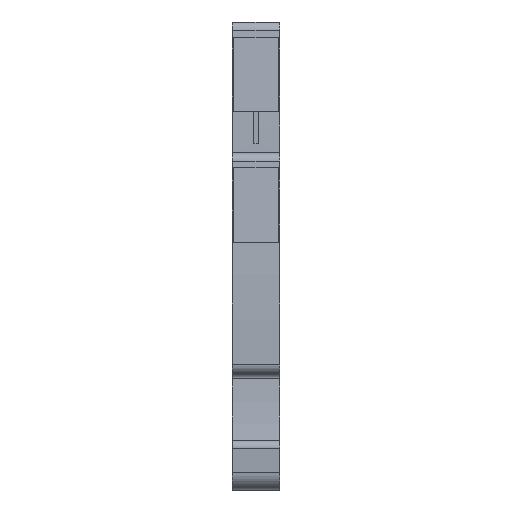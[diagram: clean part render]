
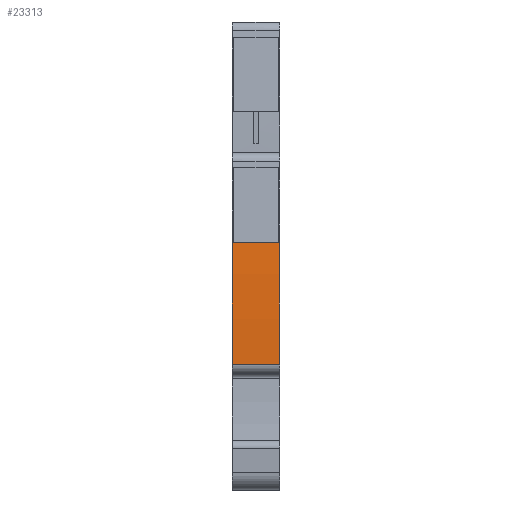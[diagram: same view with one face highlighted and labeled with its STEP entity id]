
A CAD part, front view. The second image highlights one B-rep face of the part: STEP entity #23313.
In plain terms, the highlighted cylindrical face has radius 151.052 mm (diameter 302.104 mm), a partial arc.
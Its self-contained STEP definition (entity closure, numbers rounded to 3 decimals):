
#23286=AXIS2_PLACEMENT_3D('Cylinder Axis2P3D',#23283,#23284,#23285) ;
#23299=AXIS2_PLACEMENT_3D('Circle Axis2P3D',#23297,#23298,$) ;
#23304=AXIS2_PLACEMENT_3D('Circle Axis2P3D',#23302,#23303,$) ;
#23257=CARTESIAN_POINT('Line Origine',(4.413,1.529,13.426)) ;
#23261=CARTESIAN_POINT('Vertex',(5.05,1.529,13.426)) ;
#23263=CARTESIAN_POINT('Vertex',(0.,1.529,13.426)) ;
#23283=CARTESIAN_POINT('Axis2P3D Location',(2.55,152.538,17.05)) ;
#23288=CARTESIAN_POINT('Line Origine',(4.413,1.887,28.054)) ;
#23292=CARTESIAN_POINT('Vertex',(5.05,1.887,28.054)) ;
#23294=CARTESIAN_POINT('Vertex',(0.,1.887,28.054)) ;
#23297=CARTESIAN_POINT('Axis2P3D Location',(0.,152.538,17.05)) ;
#23302=CARTESIAN_POINT('Axis2P3D Location',(5.05,152.538,17.05)) ;
#23258=DIRECTION('Vector Direction',(1.,0.,0.)) ;
#23284=DIRECTION('Axis2P3D Direction',(1.,0.,0.)) ;
#23285=DIRECTION('Axis2P3D XDirection',(0.,-0.996,0.089)) ;
#23289=DIRECTION('Vector Direction',(1.,0.,0.)) ;
#23298=DIRECTION('Axis2P3D Direction',(1.,0.,0.)) ;
#23303=DIRECTION('Axis2P3D Direction',(1.,0.,0.)) ;
#23259=VECTOR('Line Direction',#23258,1.) ;
#23290=VECTOR('Line Direction',#23289,1.) ;
#23308=ORIENTED_EDGE('',*,*,#23296,.T.) ;
#23309=ORIENTED_EDGE('',*,*,#23301,.T.) ;
#23310=ORIENTED_EDGE('',*,*,#23265,.F.) ;
#23311=ORIENTED_EDGE('',*,*,#23306,.T.) ;
#23313=ADVANCED_FACE('MLD_1',(#23312),#23287,.T.) ;
#23300=CIRCLE('generated circle',#23299,151.052) ;
#23305=CIRCLE('generated circle',#23304,151.052) ;
#23287=CYLINDRICAL_SURFACE('generated cylinder',#23286,151.052) ;
#23265=EDGE_CURVE('',#23262,#23264,#23260,.F.) ;
#23296=EDGE_CURVE('',#23293,#23295,#23291,.F.) ;
#23301=EDGE_CURVE('',#23295,#23264,#23300,.T.) ;
#23306=EDGE_CURVE('',#23262,#23293,#23305,.F.) ;
#23307=EDGE_LOOP('',(#23308,#23309,#23310,#23311)) ;
#23312=FACE_OUTER_BOUND('',#23307,.T.) ;
#23260=LINE('Line',#23257,#23259) ;
#23291=LINE('Line',#23288,#23290) ;
#23262=VERTEX_POINT('',#23261) ;
#23264=VERTEX_POINT('',#23263) ;
#23293=VERTEX_POINT('',#23292) ;
#23295=VERTEX_POINT('',#23294) ;
